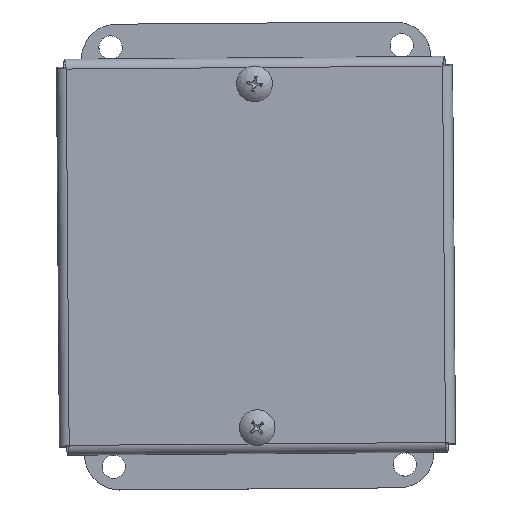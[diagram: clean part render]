
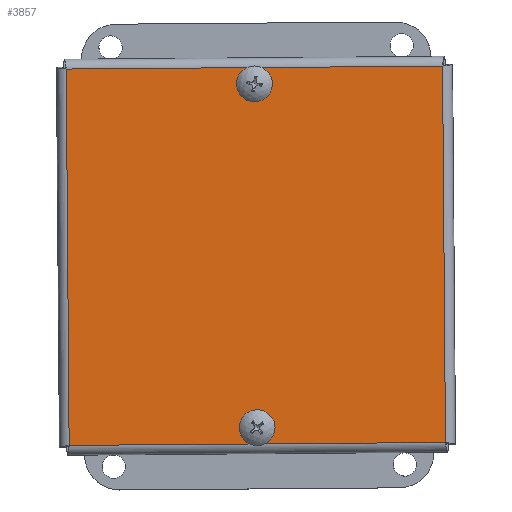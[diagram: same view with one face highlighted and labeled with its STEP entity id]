
A CAD part, top view. The second image highlights one B-rep face of the part: STEP entity #3857.
In plain terms, the highlighted face is planar.
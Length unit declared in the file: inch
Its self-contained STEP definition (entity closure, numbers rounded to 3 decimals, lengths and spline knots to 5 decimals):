
#83=FACE_BOUND($,#1347,.T.);
#84=FACE_BOUND($,#1348,.T.);
#85=FACE_BOUND($,#1349,.T.);
#216=PLANE($,#4198);
#435=LINE($,#7094,#729);
#451=LINE($,#7196,#745);
#466=LINE($,#7296,#760);
#481=LINE($,#7395,#775);
#729=VECTOR($,#5005,4.0395);
#745=VECTOR($,#5035,4.0395);
#760=VECTOR($,#5064,4.0395);
#775=VECTOR($,#5093,4.0395);
#1347=EDGE_LOOP($,(#3398));
#1348=EDGE_LOOP($,(#3399));
#1349=EDGE_LOOP($,(#3400,#3401,#3402,#3403));
#1466=CIRCLE($,#4165,0.10938);
#1468=CIRCLE($,#4168,0.10938);
#1825=VERTEX_POINT($,#7072);
#1827=VERTEX_POINT($,#7077);
#1831=VERTEX_POINT($,#7085);
#1832=VERTEX_POINT($,#7093);
#1843=VERTEX_POINT($,#7188);
#1853=VERTEX_POINT($,#7288);
#2306=EDGE_CURVE($,#1825,#1825,#1466,.T.);
#2308=EDGE_CURVE($,#1827,#1827,#1468,.T.);
#2312=EDGE_CURVE($,#1832,#1831,#435,.T.);
#2332=EDGE_CURVE($,#1831,#1843,#451,.T.);
#2351=EDGE_CURVE($,#1843,#1853,#466,.T.);
#2370=EDGE_CURVE($,#1853,#1832,#481,.T.);
#3398=ORIENTED_EDGE($,*,*,#2306,.T.);
#3399=ORIENTED_EDGE($,*,*,#2308,.T.);
#3400=ORIENTED_EDGE($,*,*,#2312,.T.);
#3401=ORIENTED_EDGE($,*,*,#2332,.T.);
#3402=ORIENTED_EDGE($,*,*,#2351,.T.);
#3403=ORIENTED_EDGE($,*,*,#2370,.T.);
#3857=ADVANCED_FACE($,(#83,#84,#85),#216,.T.);
#4165=AXIS2_PLACEMENT_3D($,#7073,#4992,#4993);
#4168=AXIS2_PLACEMENT_3D($,#7078,#4998,#4999);
#4198=AXIS2_PLACEMENT_3D($,#7481,#5118,#5119);
#4992=DIRECTION('center_axis',(0.,0.,-1.));
#4993=DIRECTION('ref_axis',(1.,0.,0.));
#4998=DIRECTION('center_axis',(0.,0.,-1.));
#4999=DIRECTION('ref_axis',(1.,0.,0.));
#5005=DIRECTION($,(0.,-1.,0.));
#5035=DIRECTION($,(1.,0.,0.));
#5064=DIRECTION($,(0.,1.,0.));
#5093=DIRECTION($,(-1.,0.,0.));
#5118=DIRECTION('center_axis',(0.,0.,1.));
#5119=DIRECTION('ref_axis',(1.,0.,0.));
#7072=CARTESIAN_POINT('',(2.23438,-3.97,0.074));
#7073=CARTESIAN_POINT('Origin',(2.125,-3.97,0.074));
#7077=CARTESIAN_POINT('',(2.23438,-0.28,0.074));
#7078=CARTESIAN_POINT('Origin',(2.125,-0.28,0.074));
#7085=CARTESIAN_POINT('',(0.10525,-4.14475,0.074));
#7093=CARTESIAN_POINT('',(0.10525,-0.10525,0.074));
#7094=CARTESIAN_POINT($,(0.10525,-1.11513,0.074));
#7188=CARTESIAN_POINT('',(4.14475,-4.14475,0.074));
#7196=CARTESIAN_POINT($,(1.11513,-4.14475,0.074));
#7288=CARTESIAN_POINT('',(4.14475,-0.10525,0.074));
#7296=CARTESIAN_POINT($,(4.14475,-3.13488,0.074));
#7395=CARTESIAN_POINT($,(3.13488,-0.10525,0.074));
#7481=CARTESIAN_POINT('Origin',(2.125,-2.125,0.074));
